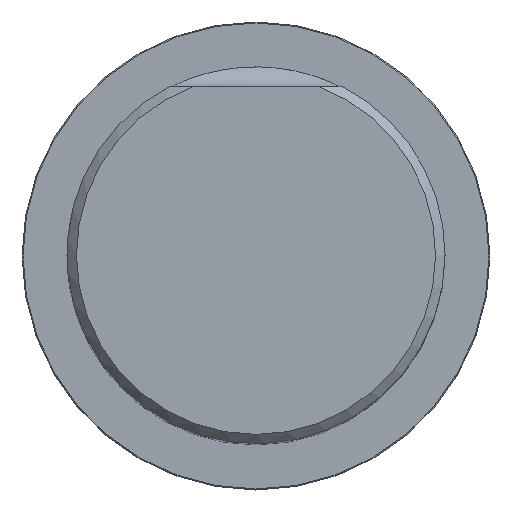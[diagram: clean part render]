
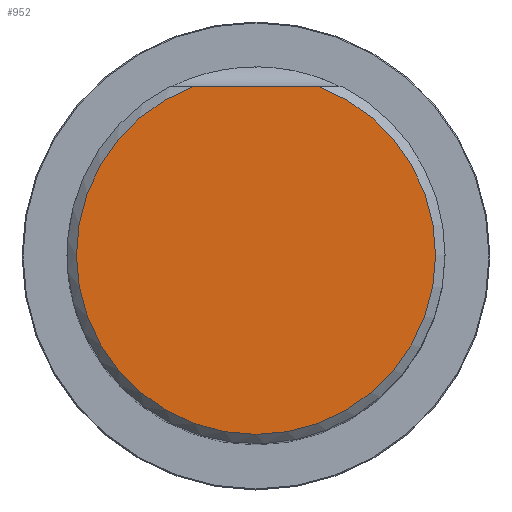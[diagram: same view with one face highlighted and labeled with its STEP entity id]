
A CAD part, top view. The second image highlights one B-rep face of the part: STEP entity #952.
In plain terms, the highlighted planar face has unit normal (0, 0, 1).
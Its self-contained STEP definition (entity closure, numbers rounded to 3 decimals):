
#282=PLANE('',#4898);
#419=LINE('',#7116,#660);
#660=VECTOR('',#5502,1.);
#952=ADVANCED_FACE('CU_SU_1',(#1278),#282,.T.);
#1278=FACE_OUTER_BOUND('',#1513,.T.);
#1513=EDGE_LOOP('',(#2213,#2214));
#1934=CIRCLE('',#4897,18.996);
#2213=ORIENTED_EDGE('',*,*,#3952,.F.);
#2214=ORIENTED_EDGE('',*,*,#3953,.F.);
#3476=VERTEX_POINT('',#7114);
#3477=VERTEX_POINT('',#7115);
#3952=EDGE_CURVE('',#3476,#3477,#1934,.T.);
#3953=EDGE_CURVE('',#3477,#3476,#419,.T.);
#4897=AXIS2_PLACEMENT_3D('',#7113,#5500,#5501);
#4898=AXIS2_PLACEMENT_3D('',#7117,#5503,#5504);
#5500=DIRECTION('',(0.,0.,-1.));
#5501=DIRECTION('',(1.,0.,0.));
#5502=DIRECTION('',(1.,0.,0.));
#5503=DIRECTION('',(0.,0.,1.));
#5504=DIRECTION('',(1.,0.,0.));
#7113=CARTESIAN_POINT('',(0.,0.,70.));
#7114=CARTESIAN_POINT('',(6.623,17.804,70.));
#7115=CARTESIAN_POINT('',(-6.623,17.804,70.));
#7116=CARTESIAN_POINT('',(-50.,17.804,70.));
#7117=CARTESIAN_POINT('',(0.,0.,70.));
